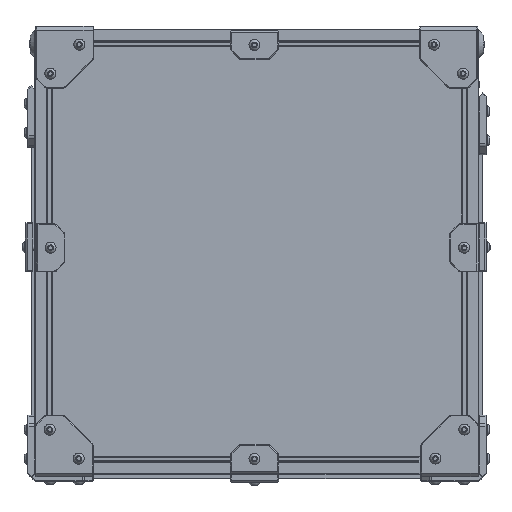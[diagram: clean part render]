
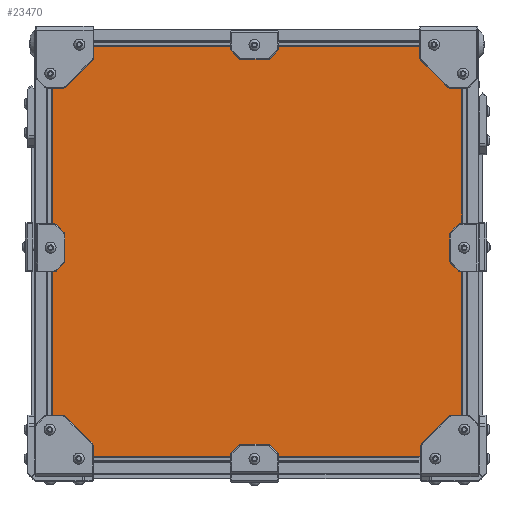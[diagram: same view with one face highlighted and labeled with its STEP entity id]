
A CAD part, top view. The second image highlights one B-rep face of the part: STEP entity #23470.
In plain terms, the highlighted planar face has unit normal (0, 0, 1).
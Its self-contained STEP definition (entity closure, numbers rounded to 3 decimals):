
#3317=FACE_OUTER_BOUND('',#4659,.T.);
#4659=EDGE_LOOP('',(#20677,#20678,#20679,#20680));
#6863=LINE('',#39298,#9182);
#6866=LINE('',#39304,#9185);
#6869=LINE('',#39310,#9188);
#6872=LINE('',#39314,#9191);
#9182=VECTOR('',#32131,10.);
#9185=VECTOR('',#32136,10.);
#9188=VECTOR('',#32141,10.);
#9191=VECTOR('',#32146,10.);
#11391=VERTEX_POINT('',#39295);
#11392=VERTEX_POINT('',#39297);
#11394=VERTEX_POINT('',#39303);
#11396=VERTEX_POINT('',#39309);
#14515=EDGE_CURVE('',#11392,#11391,#6863,.T.);
#14518=EDGE_CURVE('',#11394,#11392,#6866,.T.);
#14521=EDGE_CURVE('',#11396,#11394,#6869,.T.);
#14524=EDGE_CURVE('',#11391,#11396,#6872,.T.);
#20677=ORIENTED_EDGE('',*,*,#14524,.T.);
#20678=ORIENTED_EDGE('',*,*,#14521,.T.);
#20679=ORIENTED_EDGE('',*,*,#14518,.T.);
#20680=ORIENTED_EDGE('',*,*,#14515,.T.);
#22302=PLANE('',#25880);
#23470=ADVANCED_FACE('',(#3317),#22302,.T.);
#25880=AXIS2_PLACEMENT_3D('',#39315,#32147,#32148);
#32131=DIRECTION('',(0.,-1.,0.));
#32136=DIRECTION('',(-1.,0.,0.));
#32141=DIRECTION('',(0.,1.,0.));
#32146=DIRECTION('',(1.,0.,0.));
#32147=DIRECTION('center_axis',(0.,0.,1.));
#32148=DIRECTION('ref_axis',(1.,0.,0.));
#39295=CARTESIAN_POINT('',(8.265,149.007,80.));
#39297=CARTESIAN_POINT('',(8.265,361.007,80.));
#39298=CARTESIAN_POINT('',(8.265,149.007,80.));
#39303=CARTESIAN_POINT('',(220.265,361.007,80.));
#39304=CARTESIAN_POINT('',(8.265,361.007,80.));
#39309=CARTESIAN_POINT('',(220.265,149.007,80.));
#39310=CARTESIAN_POINT('',(220.265,361.007,80.));
#39314=CARTESIAN_POINT('',(220.265,149.007,80.));
#39315=CARTESIAN_POINT('Origin',(114.265,255.007,80.));
